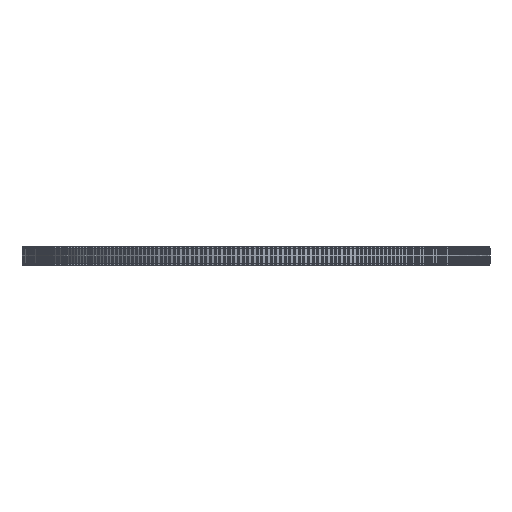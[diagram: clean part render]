
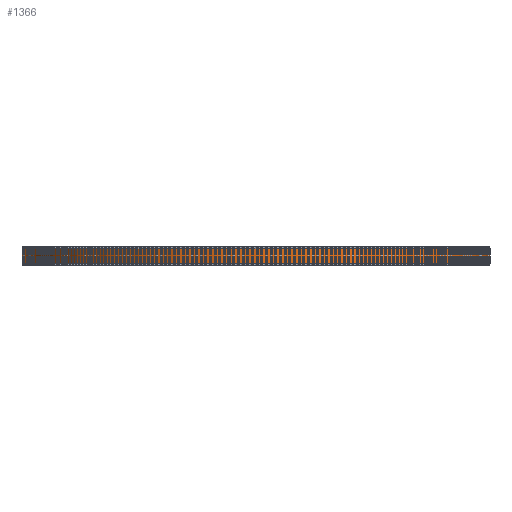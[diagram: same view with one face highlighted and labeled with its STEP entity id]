
A CAD part, left-side view. The second image highlights one B-rep face of the part: STEP entity #1366.
In plain terms, the highlighted cylindrical face has radius 98.994 mm (diameter 197.989 mm), a full revolution.
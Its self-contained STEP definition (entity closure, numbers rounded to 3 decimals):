
#97=FACE_BOUND('',#5104,.T.);
#98=FACE_BOUND('',#5105,.T.);
#1366=ADVANCED_FACE('',(#97,#98),#2611,.T.);
#2611=CYLINDRICAL_SURFACE('',#27511,98.994);
#5104=EDGE_LOOP('',(#15058));
#5105=EDGE_LOOP('',(#15059));
#15058=ORIENTED_EDGE('',*,*,#21282,.T.);
#15059=ORIENTED_EDGE('',*,*,#21283,.T.);
#17548=VERTEX_POINT('',#43700);
#17549=VERTEX_POINT('',#43702);
#21282=EDGE_CURVE('',#17548,#17548,#23772,.T.);
#21283=EDGE_CURVE('',#17549,#17549,#23773,.T.);
#23772=CIRCLE('',#27509,98.994);
#23773=CIRCLE('',#27510,98.994);
#27509=AXIS2_PLACEMENT_3D('',#43699,#36226,#36227);
#27510=AXIS2_PLACEMENT_3D('',#43701,#36228,#36229);
#27511=AXIS2_PLACEMENT_3D('',#43703,#36230,#36231);
#36226=DIRECTION('',(0.,0.,1.));
#36227=DIRECTION('',(1.,0.,0.));
#36228=DIRECTION('',(0.,0.,-1.));
#36229=DIRECTION('',(1.,0.,0.));
#36230=DIRECTION('',(0.,0.,1.));
#36231=DIRECTION('',(1.,0.,0.));
#43699=CARTESIAN_POINT('',(0.,0.,1.));
#43700=CARTESIAN_POINT('',(98.994,0.,1.));
#43701=CARTESIAN_POINT('',(0.,0.,7.));
#43702=CARTESIAN_POINT('',(98.994,0.,7.));
#43703=CARTESIAN_POINT('',(0.,0.,1.));
